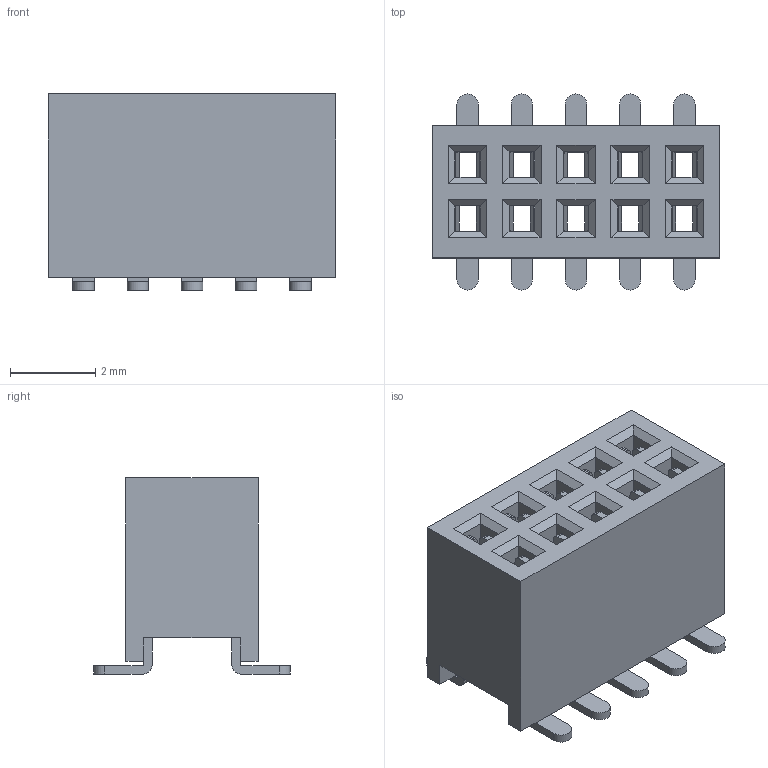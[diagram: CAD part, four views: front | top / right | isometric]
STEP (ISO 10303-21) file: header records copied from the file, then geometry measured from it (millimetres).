
FILE_DESCRIPTION(/* description */ ('Unknown'),/* implementation_level */ '2;1');
FILE_NAME(/* name */ '62301021021',/* time_stamp */ '2017-03-29T09:46:03+02:00',/* author */ ('Unknown'),/* organization */ ('Unknown'),/* preprocessor_version */ 'ST-DEVELOPER v16.7',/* originating_system */ 'DEX',/* authorisation */ $);
FILE_SCHEMA (('AUTOMOTIVE_DESIGN {1 0 10303 214 3 1 1}'));
Length unit declared in the file: millimetre
Products named in the file (3): 6230xx21021; 623x1021021_Housing; 623xxx21021_Pin
Assembly tree (11 placements, depth 2):
  6230xx21021
    623x1021021_Housing
    623xxx21021_Pin  x10
Bounding box: 6.75 x 4.6 x 4.6 mm (x, y, z)
Volume: 59.8 mm3; surface area: 466.7 mm2
Topology: 11 solids, 11 shells, 710 faces, 1924 edges, 1236 vertices
Faces by surface type: plane 420, cylinder 270, bspline 20
Entity records: 5058 total; most frequent: CARTESIAN_POINT 914, ORIENTED_EDGE 860, DIRECTION 798, EDGE_CURVE 430, LINE 370, VECTOR 370, VERTEX_POINT 282, AXIS2_PLACEMENT_3D 214
